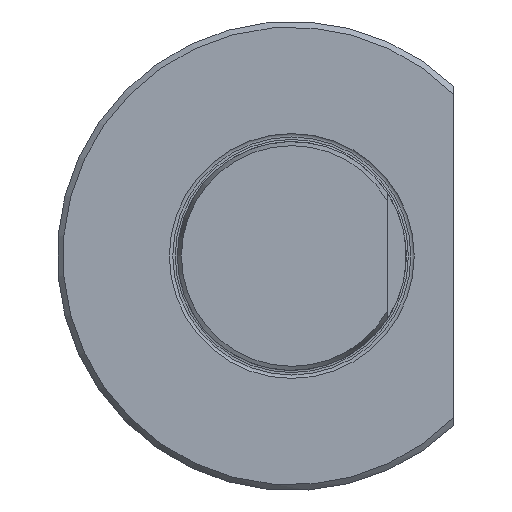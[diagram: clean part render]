
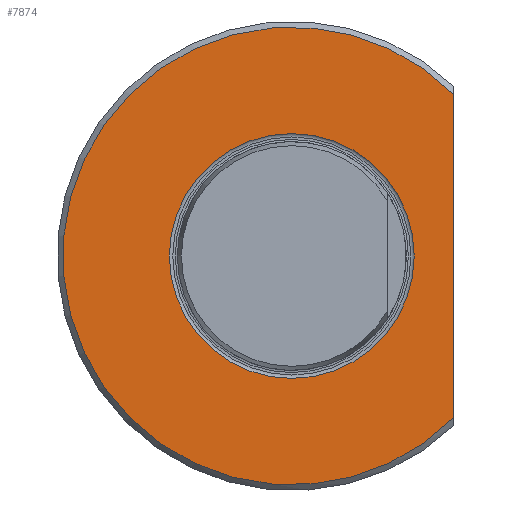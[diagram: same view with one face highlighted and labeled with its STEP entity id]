
A CAD part, front view. The second image highlights one B-rep face of the part: STEP entity #7874.
In plain terms, the highlighted planar face has unit normal (0, -1, 0).
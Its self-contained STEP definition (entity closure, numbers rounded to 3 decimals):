
#456 = ORIENTED_EDGE ( 'NONE', *, *, #2663, .F. ) ;
#548 = EDGE_LOOP ( 'NONE', ( #456, #12136 ) ) ;
#638 = DIRECTION ( 'NONE',  ( 1., 0., 0. ) ) ;
#782 = FACE_OUTER_BOUND ( 'NONE', #548, .T. ) ;
#2552 = DIRECTION ( 'NONE',  ( -1., 0., 0. ) ) ;
#2663 = EDGE_CURVE ( 'NONE', #4296, #8483, #3793, .T. ) ;
#2982 = CARTESIAN_POINT ( 'NONE',  ( -32.15, 0., 0. ) ) ;
#3099 = AXIS2_PLACEMENT_3D ( 'NONE', #8828, #3240, #8537 ) ;
#3240 = DIRECTION ( 'NONE',  ( 0., -1., 0. ) ) ;
#3443 = VERTEX_POINT ( 'NONE', #10987 ) ;
#3557 = AXIS2_PLACEMENT_3D ( 'NONE', #8057, #7062, #2552 ) ;
#3630 = CARTESIAN_POINT ( 'NONE',  ( 42.5, 0., 42.353 ) ) ;
#3793 = LINE ( 'NONE', #8510, #12684 ) ;
#4296 = VERTEX_POINT ( 'NONE', #3630 ) ;
#5911 = EDGE_LOOP ( 'NONE', ( #7286 ) ) ;
#6788 = AXIS2_PLACEMENT_3D ( 'NONE', #2982, #9545, #638 ) ;
#7062 = DIRECTION ( 'NONE',  ( 0., 1., 0. ) ) ;
#7286 = ORIENTED_EDGE ( 'NONE', *, *, #9249, .F. ) ;
#7874 = ADVANCED_FACE ( 'Defeature completata1_9', ( #782, #9394 ), #9314, .T. ) ;
#8057 = CARTESIAN_POINT ( 'NONE',  ( 0., 0., 0. ) ) ;
#8483 = VERTEX_POINT ( 'NONE', #10555 ) ;
#8510 = CARTESIAN_POINT ( 'NONE',  ( 42.5, 0., 0. ) ) ;
#8537 = DIRECTION ( 'NONE',  ( 1., 0., 0. ) ) ;
#8828 = CARTESIAN_POINT ( 'NONE',  ( 0., 0., 0. ) ) ;
#9249 = EDGE_CURVE ( 'NONE', #3443, #3443, #13857, .T. ) ;
#9314 = PLANE ( 'NONE',  #6788 ) ;
#9394 = FACE_BOUND ( 'NONE', #5911, .T. ) ;
#9545 = DIRECTION ( 'NONE',  ( 0., -1., 0. ) ) ;
#9600 = CIRCLE ( 'NONE', #3557, 60. ) ;
#9666 = EDGE_CURVE ( 'NONE', #8483, #4296, #9600, .T. ) ;
#10555 = CARTESIAN_POINT ( 'NONE',  ( 42.5, 0., -42.353 ) ) ;
#10745 = DIRECTION ( 'NONE',  ( 0., 0., -1. ) ) ;
#10987 = CARTESIAN_POINT ( 'NONE',  ( 32.095, 0., 0. ) ) ;
#12136 = ORIENTED_EDGE ( 'NONE', *, *, #9666, .F. ) ;
#12684 = VECTOR ( 'NONE', #10745, 1000. ) ;
#13857 = CIRCLE ( 'NONE', #3099, 32.095 ) ;
